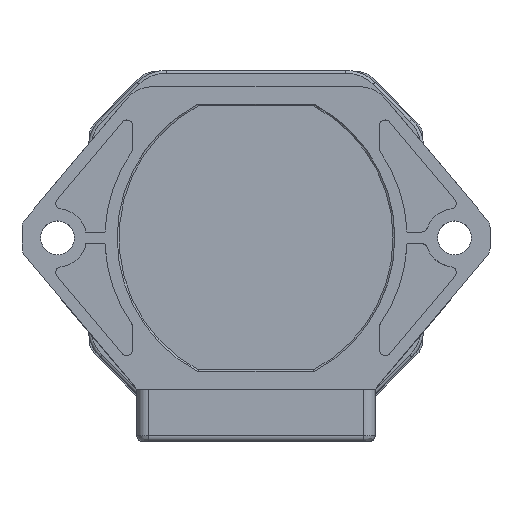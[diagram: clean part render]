
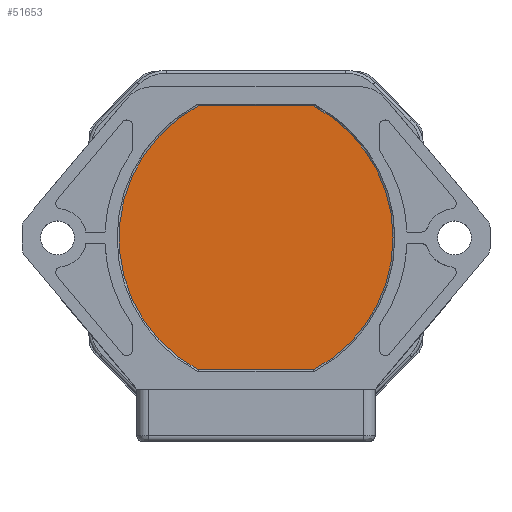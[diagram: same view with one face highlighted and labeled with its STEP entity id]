
A CAD part, top view. The second image highlights one B-rep face of the part: STEP entity #51653.
In plain terms, the highlighted planar face has unit normal (0, 0, 1).
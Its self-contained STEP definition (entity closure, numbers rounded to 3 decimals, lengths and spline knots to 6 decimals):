
#47118=CARTESIAN_POINT('',(-0.002134,0.,0.05243));
#47119=DIRECTION('',(0.,0.,-1.));
#47120=DIRECTION('',(0.469,0.883,0.));
#47121=AXIS2_PLACEMENT_3D('',#47118,#47119,#47120);
#47123=CARTESIAN_POINT('',(-0.002134,0.,0.05243));
#47124=DIRECTION('',(0.,0.,-1.));
#47125=DIRECTION('',(1.,0.,0.));
#47126=AXIS2_PLACEMENT_3D('',#47123,#47124,#47125);
#47128=CARTESIAN_POINT('',(0.002114,0.,0.05243));
#47129=DIRECTION('',(0.,0.,-1.));
#47130=DIRECTION('',(-0.469,-0.883,0.));
#47131=AXIS2_PLACEMENT_3D('',#47128,#47129,#47130);
#47133=CARTESIAN_POINT('',(0.009916,-0.0227,
0.05243));
#47145=DIRECTION('',(1.,0.,0.));
#47146=VECTOR('',#47145,0.019851);
#47147=CARTESIAN_POINT('',(-0.009936,-0.0227,
0.05243));
#47148=LINE('',#47147,#47146);
#47191=DIRECTION('',(-1.,0.,0.));
#47192=VECTOR('',#47191,0.019851);
#47193=CARTESIAN_POINT('',(0.009916,0.0227,
0.05243));
#47194=LINE('',#47193,#47192);
#48100=CARTESIAN_POINT('',(0.023566,0.,0.05243));
#48101=VERTEX_POINT('',#48100);
#48102=VERTEX_POINT('',#47133);
#48103=CARTESIAN_POINT('',(0.009916,0.0227,0.05243));
#48104=VERTEX_POINT('',#48103);
#48105=CARTESIAN_POINT('',(-0.009936,-0.0227,
0.05243));
#48106=VERTEX_POINT('',#48105);
#48107=CARTESIAN_POINT('',(-0.009936,0.0227,
0.05243));
#48108=VERTEX_POINT('',#48107);
#51638=CARTESIAN_POINT('',(0.002114,0.,0.05243));
#51639=DIRECTION('',(0.,0.,1.));
#51640=DIRECTION('',(1.,0.,0.));
#51641=AXIS2_PLACEMENT_3D('',#51638,#51639,#51640);
#51642=PLANE('',#51641);
#51643=ORIENTED_EDGE('',*,*,#51631,.T.);
#51644=ORIENTED_EDGE('',*,*,#51619,.T.);
#51646=ORIENTED_EDGE('',*,*,#51645,.F.);
#51648=ORIENTED_EDGE('',*,*,#51647,.T.);
#51650=ORIENTED_EDGE('',*,*,#51649,.F.);
#51651=EDGE_LOOP('',(#51643,#51644,#51646,#51648,#51650));
#51652=FACE_OUTER_BOUND('',#51651,.F.);
#51653=ADVANCED_FACE('',(#51652),#51642,.T.);
#47122=CIRCLE('',#47121,0.0257);
#47127=CIRCLE('',#47126,0.0257);
#47132=CIRCLE('',#47131,0.0257);
#51619=EDGE_CURVE('',#48101,#48102,#47127,.T.);
#51631=EDGE_CURVE('',#48104,#48101,#47122,.T.);
#51645=EDGE_CURVE('',#48106,#48102,#47148,.T.);
#51647=EDGE_CURVE('',#48106,#48108,#47132,.T.);
#51649=EDGE_CURVE('',#48104,#48108,#47194,.T.);
